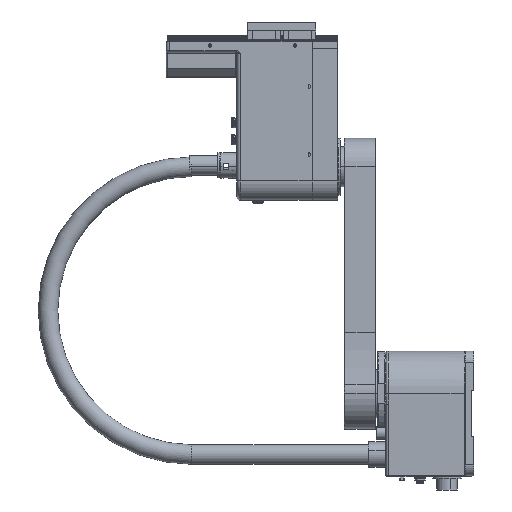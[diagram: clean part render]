
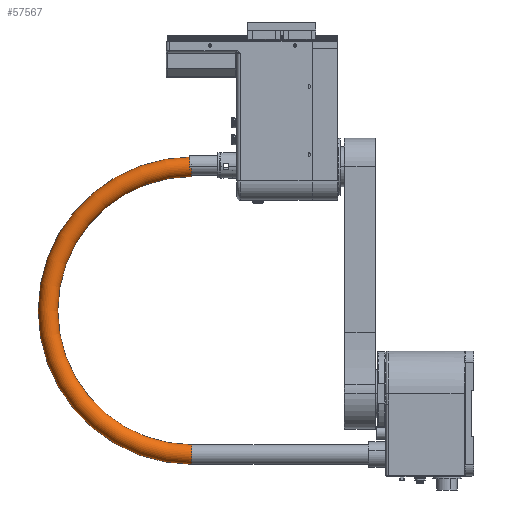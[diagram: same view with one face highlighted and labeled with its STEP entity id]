
A CAD part, left-side view. The second image highlights one B-rep face of the part: STEP entity #57567.
In plain terms, the highlighted toroidal (fillet/blend) face has major radius 253.75 mm and minor radius 17.249 mm.
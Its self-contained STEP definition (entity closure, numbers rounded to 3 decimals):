
#1167 = TOROIDAL_SURFACE ( 'NONE', #57591, 253.75, 17.249 ) ;
#3494 = AXIS2_PLACEMENT_3D ( 'NONE', #30867, #42660, #64350 ) ;
#4977 = CARTESIAN_POINT ( 'NONE',  ( 0., 0., -17.249 ) ) ;
#5862 = FACE_OUTER_BOUND ( 'NONE', #54232, .T. ) ;
#8454 = DIRECTION ( 'NONE',  ( 0., 0., -1. ) ) ;
#9304 = ORIENTED_EDGE ( 'NONE', *, *, #63560, .F. ) ;
#14937 = CARTESIAN_POINT ( 'NONE',  ( 0., 0., 17.249 ) ) ;
#16008 = DIRECTION ( 'NONE',  ( 1., 0., 0. ) ) ;
#17269 = CARTESIAN_POINT ( 'NONE',  ( 0., 0., -253.75 ) ) ;
#18733 = CIRCLE ( 'NONE', #3494, 17.249 ) ;
#24865 = ORIENTED_EDGE ( 'NONE', *, *, #39994, .T. ) ;
#27111 = VERTEX_POINT ( 'NONE', #42496 ) ;
#29039 = CIRCLE ( 'NONE', #72545, 17.249 ) ;
#29314 = VERTEX_POINT ( 'NONE', #14937 ) ;
#30475 = CIRCLE ( 'NONE', #50549, 270.999 ) ;
#30867 = CARTESIAN_POINT ( 'NONE',  ( 0., 0., 0. ) ) ;
#32665 = DIRECTION ( 'NONE',  ( 0., 0., 1. ) ) ;
#34229 = DIRECTION ( 'NONE',  ( 1., 0., 0. ) ) ;
#39994 = EDGE_CURVE ( 'NONE', #43390, #27111, #29039, .T. ) ;
#40124 = DIRECTION ( 'NONE',  ( 0., 0., -1. ) ) ;
#41344 = ORIENTED_EDGE ( 'NONE', *, *, #57128, .T. ) ;
#42496 = CARTESIAN_POINT ( 'NONE',  ( 0., 0., -524.749 ) ) ;
#42660 = DIRECTION ( 'NONE',  ( 0., -1., 0. ) ) ;
#43390 = VERTEX_POINT ( 'NONE', #50661 ) ;
#49155 = CARTESIAN_POINT ( 'NONE',  ( 0., 0., -253.75 ) ) ;
#50549 = AXIS2_PLACEMENT_3D ( 'NONE', #49155, #16008, #53915 ) ;
#50661 = CARTESIAN_POINT ( 'NONE',  ( 0., 0., -490.251 ) ) ;
#52036 = CARTESIAN_POINT ( 'NONE',  ( 0., 0., -507.5 ) ) ;
#52168 = VERTEX_POINT ( 'NONE', #4977 ) ;
#53725 = CARTESIAN_POINT ( 'NONE',  ( 0., 0., -253.75 ) ) ;
#53915 = DIRECTION ( 'NONE',  ( 0., 0., -1. ) ) ;
#54232 = EDGE_LOOP ( 'NONE', ( #24865, #41344, #69352, #9304 ) ) ;
#57128 = EDGE_CURVE ( 'NONE', #27111, #29314, #30475, .T. ) ;
#57567 = ADVANCED_FACE ( 'NONE', ( #5862 ), #1167, .T. ) ;
#57591 = AXIS2_PLACEMENT_3D ( 'NONE', #17269, #34229, #40124 ) ;
#62926 = CIRCLE ( 'NONE', #65274, 236.501 ) ;
#63560 = EDGE_CURVE ( 'NONE', #43390, #52168, #62926, .T. ) ;
#64350 = DIRECTION ( 'NONE',  ( 0., 0., -1. ) ) ;
#64396 = DIRECTION ( 'NONE',  ( 1., 0., 0. ) ) ;
#65274 = AXIS2_PLACEMENT_3D ( 'NONE', #53725, #64396, #8454 ) ;
#66129 = DIRECTION ( 'NONE',  ( 0., 1., 0. ) ) ;
#67592 = EDGE_CURVE ( 'NONE', #52168, #29314, #18733, .T. ) ;
#69352 = ORIENTED_EDGE ( 'NONE', *, *, #67592, .F. ) ;
#72545 = AXIS2_PLACEMENT_3D ( 'NONE', #52036, #66129, #32665 ) ;
